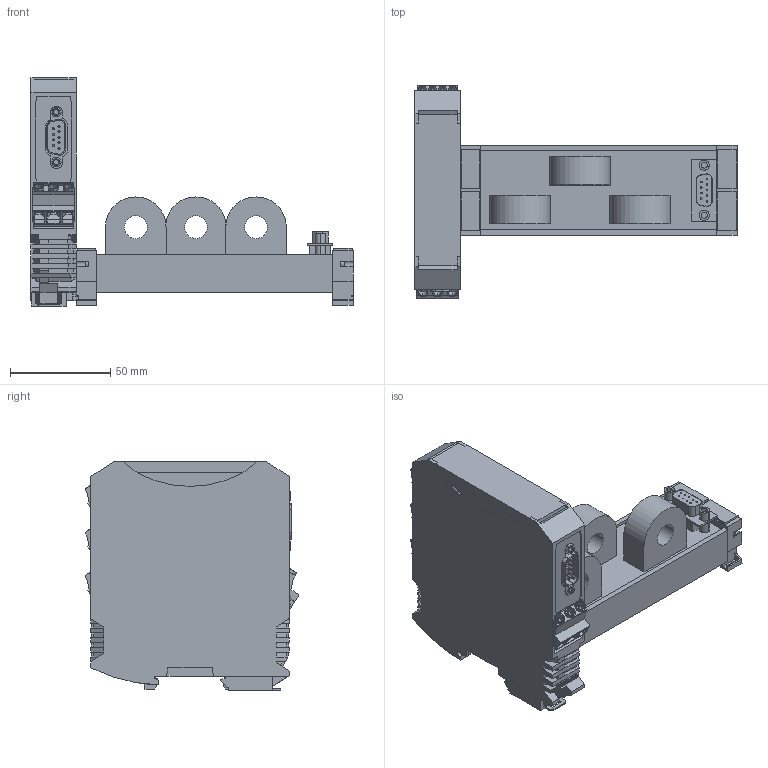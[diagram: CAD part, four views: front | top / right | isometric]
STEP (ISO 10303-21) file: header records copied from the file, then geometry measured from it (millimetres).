
FILE_DESCRIPTION(('Creo Elements/Direct Modeling STEP Export'),'2;1');
FILE_NAME('model.stp','2023-06-30T 8:13:42',(''),(''),'Creo Elements/Direct Modeling STEP processor for AP214 (Solid Model)','Creo Elements/Direct Modeling 20.1D 10-Oct-2020 (C) Parametric Technology GmbH','');
FILE_SCHEMA(('AUTOMOTIVE_DESIGN { 1 0 10303 214 1 1 1 1 }'));
Length unit declared in the file: millimetre
Products named in the file (3): EMM_3-24DC_500AC-EXM-IFS-select; EM_CT-EXM-90A-select; EMM_3-24DC_500AC-90-EXM-IFS-select
Assembly tree (2 placements, depth 2):
  EMM_3-24DC_500AC-90-EXM-IFS-select
    EM_CT-EXM-90A-select
    EMM_3-24DC_500AC-EXM-IFS-select
Bounding box: 160.6 x 106.56 x 113.8 mm (x, y, z)
Volume: 359334.3 mm3; surface area: 74390.8 mm2
Topology: 2 solids, 2 shells, 1105 faces, 2942 edges, 1919 vertices
Faces by surface type: plane 926, cylinder 171, cone 8
Entity records: 41465 total; most frequent: CARTESIAN_POINT 5972, ORIENTED_EDGE 5884, DIRECTION 4951, EDGE_CURVE 2942, VECTOR 2419, LINE 2419, VERTEX_POINT 1919, AXIS2_PLACEMENT_3D 1266
